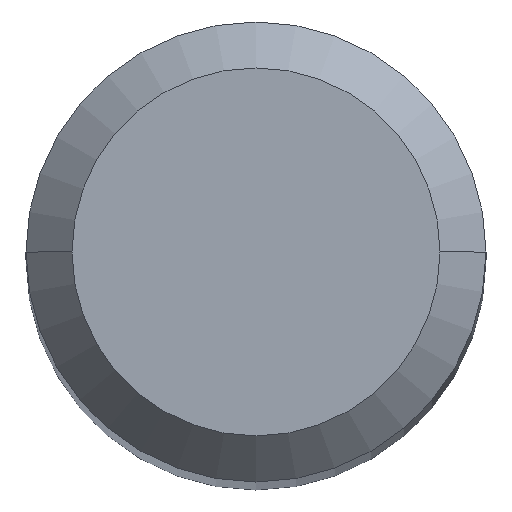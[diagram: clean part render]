
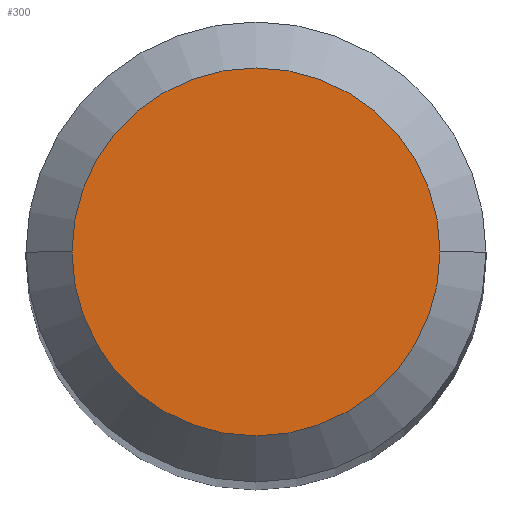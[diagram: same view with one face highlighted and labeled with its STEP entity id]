
A CAD part, top view. The second image highlights one B-rep face of the part: STEP entity #300.
In plain terms, the highlighted planar face has unit normal (0, 0, 1).
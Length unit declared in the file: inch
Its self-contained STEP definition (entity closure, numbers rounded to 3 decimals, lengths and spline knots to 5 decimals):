
#25 = CARTESIAN_POINT ( 'NONE',  ( 0., 0., 0. ) ) ;
#54 = FACE_OUTER_BOUND ( 'NONE', #459, .T. ) ;
#64 = ORIENTED_EDGE ( 'NONE', *, *, #343, .T. ) ;
#101 = DIRECTION ( 'NONE',  ( 0., 0., 1. ) ) ;
#107 = ORIENTED_EDGE ( 'NONE', *, *, #243, .T. ) ;
#111 = CARTESIAN_POINT ( 'NONE',  ( 0.05, 0., 0. ) ) ;
#116 = AXIS2_PLACEMENT_3D ( 'NONE', #25, #408, #216 ) ;
#136 = CARTESIAN_POINT ( 'NONE',  ( 0., 0., 0. ) ) ;
#140 = DIRECTION ( 'NONE',  ( -1., 0., 0. ) ) ;
#146 = AXIS2_PLACEMENT_3D ( 'NONE', #282, #375, #140 ) ;
#189 = AXIS2_PLACEMENT_3D ( 'NONE', #136, #101, #248 ) ;
#216 = DIRECTION ( 'NONE',  ( 1., 0., 0. ) ) ;
#243 = EDGE_CURVE ( 'NONE', #329, #331, #456, .T. ) ;
#248 = DIRECTION ( 'NONE',  ( 1., 0., 0. ) ) ;
#282 = CARTESIAN_POINT ( 'NONE',  ( 0., 0., 0. ) ) ;
#300 = ADVANCED_FACE ( 'NONE', ( #54 ), #316, .F. ) ;
#316 = PLANE ( 'NONE',  #146 ) ;
#329 = VERTEX_POINT ( 'NONE', #111 ) ;
#331 = VERTEX_POINT ( 'NONE', #364 ) ;
#343 = EDGE_CURVE ( 'NONE', #331, #329, #369, .T. ) ;
#364 = CARTESIAN_POINT ( 'NONE',  ( -0.05, 0., 0. ) ) ;
#369 = CIRCLE ( 'NONE', #116, 0.05 ) ;
#375 = DIRECTION ( 'NONE',  ( 0., 0., -1. ) ) ;
#408 = DIRECTION ( 'NONE',  ( 0., 0., 1. ) ) ;
#456 = CIRCLE ( 'NONE', #189, 0.05 ) ;
#459 = EDGE_LOOP ( 'NONE', ( #64, #107 ) ) ;
